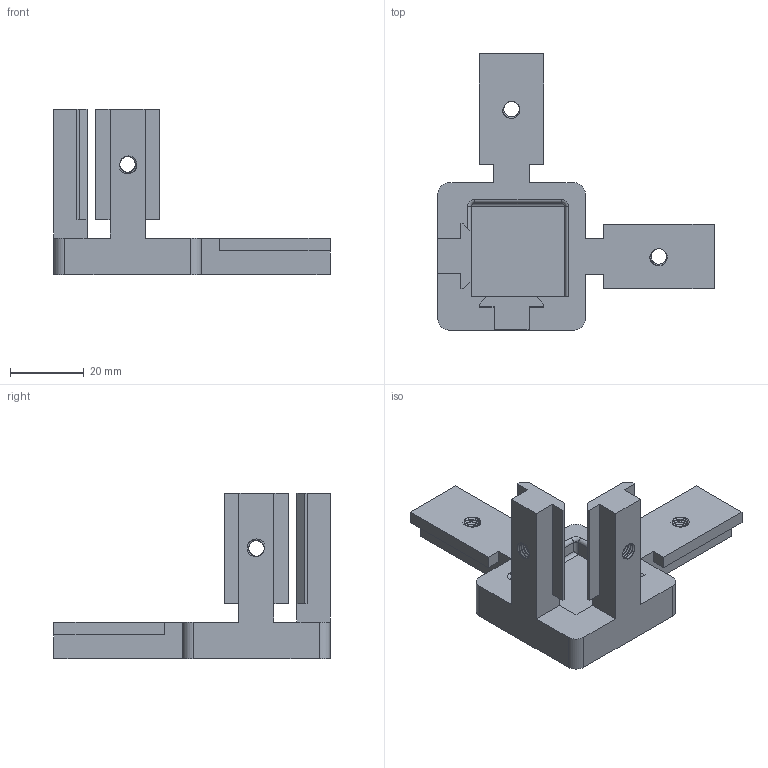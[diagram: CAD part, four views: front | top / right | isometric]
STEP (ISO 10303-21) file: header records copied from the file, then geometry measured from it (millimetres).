
FILE_DESCRIPTION(/* description */ (''),/* implementation_level */ '2;1');
FILE_NAME(/* name */ 'Трёхсторонний угловой соединитель 40 сер.step',/* time_stamp */ '2022-10-03T10:45:07+03:00',/* author */ (''),/* organization */ (''),/* preprocessor_version */ 'ST-DEVELOPER v19',/* originating_system */ 'Autodesk Translation Framework v11.7.0.108',/* authorisation */ '');
FILE_SCHEMA (('AUTOMOTIVE_DESIGN { 1 0 10303 214 3 1 1 }'));
Length unit declared in the file: millimetre
Products named in the file (1): (Unsaved)
Bounding box: 75 x 75 x 45 mm (x, y, z)
Volume: 27476.7 mm3; surface area: 13259.2 mm2
Topology: 1 solids, 1 shells, 178 faces, 522 edges, 346 vertices
Faces by surface type: cylinder 114, plane 54, bspline 8, torus 2
Full cylindrical faces by diameter (mm): 4.234 x28, 5.12 x8
Entity records: 12358 total; most frequent: CARTESIAN_POINT 8001, ORIENTED_EDGE 1044, DIRECTION 680, EDGE_CURVE 522, VERTEX_POINT 346, LINE 262, VECTOR 262, B_SPLINE_CURVE_WITH_KNOTS 222
